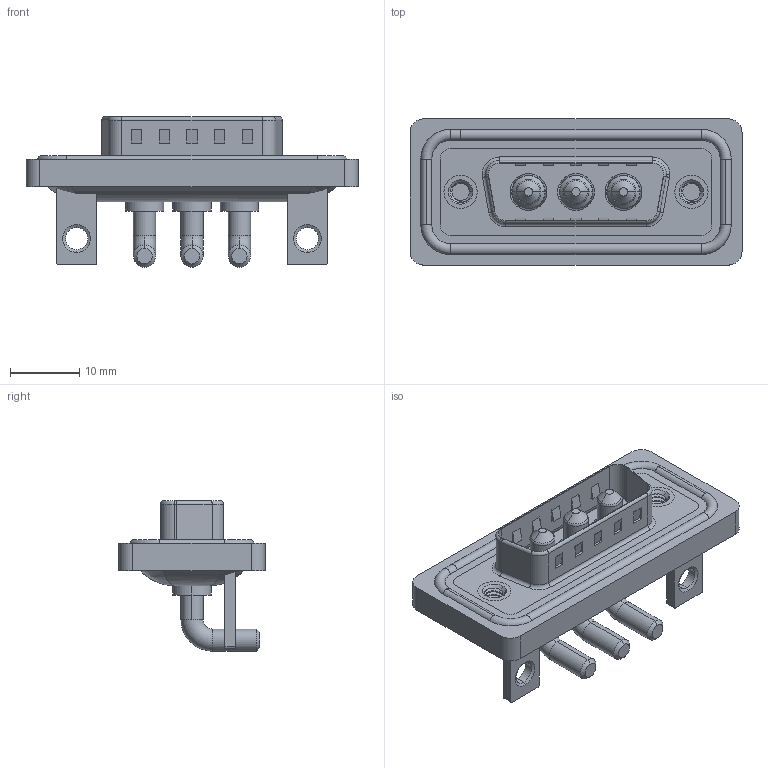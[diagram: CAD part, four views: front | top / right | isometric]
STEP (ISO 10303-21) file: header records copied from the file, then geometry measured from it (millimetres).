
FILE_DESCRIPTION (( 'STEP AP203' ), '1' );
FILE_NAME ('629W3W3-240-3NC.STEP', '2024-04-11T12:53:41', ( '' ), ( '' ), 'SwSTEP 2.0', 'SolidWorks 2023', '' );
FILE_SCHEMA (( 'CONFIG_CONTROL_DESIGN' ));
Length unit declared in the file: millimetre
Products named in the file (8): 629Combo Threaded Rivet_B; 629Combo Stabilizer Bracket; Power Pin_30A RA; 629Combo Shell Front_15 Contacts; 629Combo Shell Rear_15 Contacts; 629Combo Waterproof Housing_15 Contacts; 629W3W3-240-3NC; 629Combo Housing_3W3
Assembly tree (11 placements, depth 2):
  629W3W3-240-3NC
    629Combo Housing_3W3
    629Combo Shell Rear_15 Contacts
    629Combo Shell Front_15 Contacts
    629Combo Waterproof Housing_15 Contacts
    629Combo Threaded Rivet_B  x2
    629Combo Stabilizer Bracket  x2
    Power Pin_30A RA  x3
Bounding box: 47.9 x 21.1 x 21.7 mm (x, y, z)
Volume: 6134.4 mm3; surface area: 9679.6 mm2
Topology: 15 solids, 15 shells, 614 faces, 1505 edges, 943 vertices
Faces by surface type: cylinder 265, plane 227, torus 76, cone 33, bspline 13
Entity records: 17198 total; most frequent: CARTESIAN_POINT 4333, DIRECTION 2619, ORIENTED_EDGE 2416, EDGE_CURVE 1208, AXIS2_PLACEMENT_3D 982, VERTEX_POINT 762, VECTOR 655, LINE 655
